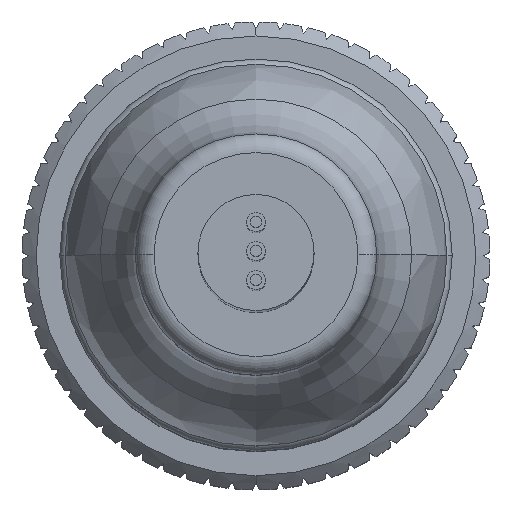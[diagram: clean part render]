
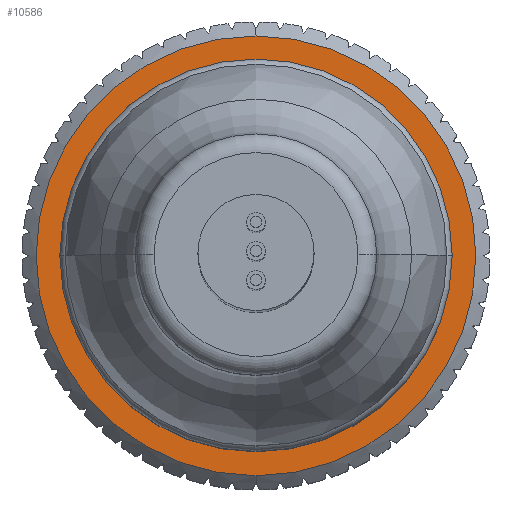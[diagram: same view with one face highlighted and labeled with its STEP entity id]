
A CAD part, top view. The second image highlights one B-rep face of the part: STEP entity #10586.
In plain terms, the highlighted planar face has unit normal (0, 0, 1).
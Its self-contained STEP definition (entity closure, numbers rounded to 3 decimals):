
#5766=CARTESIAN_POINT('',(0.,0.,10.95));
#5767=DIRECTION('',(0.,0.,1.));
#5768=DIRECTION('',(0.,1.,0.));
#5769=AXIS2_PLACEMENT_3D('',#5766,#5767,#5768);
#5775=CARTESIAN_POINT('',(0.,0.,10.95));
#5776=DIRECTION('',(0.,0.,-1.));
#5777=DIRECTION('',(0.,1.,0.));
#5778=AXIS2_PLACEMENT_3D('',#5775,#5776,#5777);
#5784=CARTESIAN_POINT('',(0.,0.,10.95));
#5785=DIRECTION('',(0.,0.,1.));
#5786=DIRECTION('',(0.,-1.,0.));
#5787=AXIS2_PLACEMENT_3D('',#5784,#5785,#5786);
#5789=CARTESIAN_POINT('',(0.,0.,10.95));
#5790=DIRECTION('',(0.,0.,1.));
#5791=DIRECTION('',(0.,1.,0.));
#5792=AXIS2_PLACEMENT_3D('',#5789,#5790,#5791);
#6927=CARTESIAN_POINT('',(0.,7.7,10.95));
#6929=VERTEX_POINT('',#6927);
#6931=CARTESIAN_POINT('',(0.,-7.7,10.95));
#6933=VERTEX_POINT('',#6931);
#6935=CARTESIAN_POINT('',(0.,-11.75,10.95));
#6936=CARTESIAN_POINT('',(0.,11.75,10.95));
#6937=VERTEX_POINT('',#6935);
#6938=VERTEX_POINT('',#6936);
#10572=CARTESIAN_POINT('',(0.,0.,10.95));
#10573=DIRECTION('',(0.,0.,1.));
#10574=DIRECTION('',(0.,1.,0.));
#10575=AXIS2_PLACEMENT_3D('',#10572,#10573,#10574);
#10576=PLANE('',#10575);
#10578=ORIENTED_EDGE('',*,*,#10577,.F.);
#10579=ORIENTED_EDGE('',*,*,#7996,.F.);
#10580=EDGE_LOOP('',(#10578,#10579));
#10581=FACE_OUTER_BOUND('',#10580,.F.);
#10582=ORIENTED_EDGE('',*,*,#10565,.F.);
#10583=ORIENTED_EDGE('',*,*,#10554,.T.);
#10584=EDGE_LOOP('',(#10582,#10583));
#10585=FACE_BOUND('',#10584,.F.);
#10586=ADVANCED_FACE('',(#10581,#10585),#10576,.T.);
#5770=CIRCLE('',#5769,7.7);
#5779=CIRCLE('',#5778,7.7);
#5788=CIRCLE('',#5787,11.75);
#5793=CIRCLE('',#5792,11.75);
#7996=EDGE_CURVE('',#6938,#6937,#5793,.T.);
#10554=EDGE_CURVE('',#6929,#6933,#5770,.T.);
#10565=EDGE_CURVE('',#6929,#6933,#5779,.T.);
#10577=EDGE_CURVE('',#6937,#6938,#5788,.T.);
